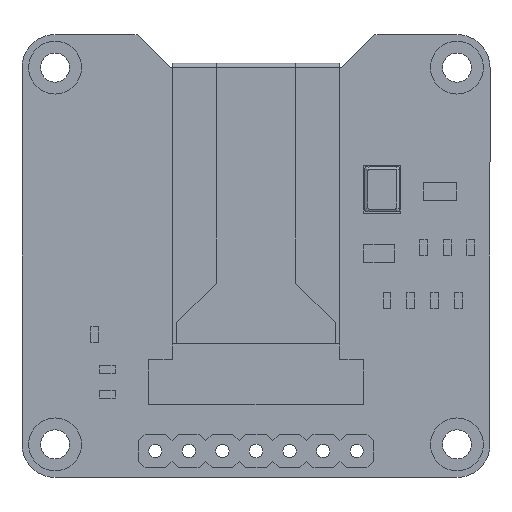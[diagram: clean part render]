
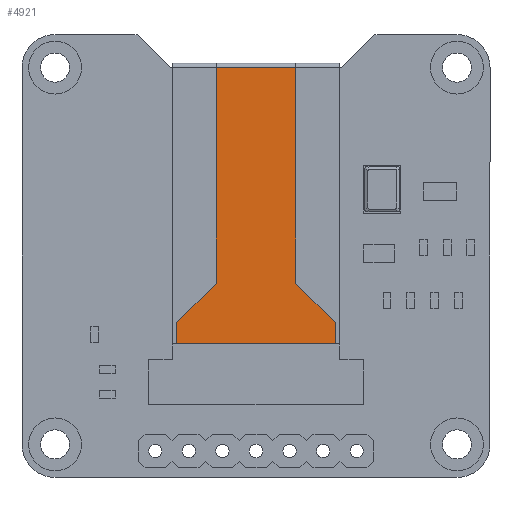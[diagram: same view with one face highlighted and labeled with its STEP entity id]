
A CAD part, front view. The second image highlights one B-rep face of the part: STEP entity #4921.
In plain terms, the highlighted planar face has unit normal (0, -1, 0).
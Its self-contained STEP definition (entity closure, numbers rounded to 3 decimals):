
#69 = CARTESIAN_POINT ( 'NONE',  ( -3., 2.275, 14.25 ) ) ;
#334 = ORIENTED_EDGE ( 'NONE', *, *, #1506, .T. ) ;
#680 = ORIENTED_EDGE ( 'NONE', *, *, #3618, .T. ) ;
#1411 = EDGE_CURVE ( 'NONE', #6348, #3586, #7673, .T. ) ;
#1447 = VECTOR ( 'NONE', #3600, 1000. ) ;
#1506 = EDGE_CURVE ( 'NONE', #10427, #4144, #5153, .T. ) ;
#1592 = CARTESIAN_POINT ( 'NONE',  ( -3., 2.275, -6.65 ) ) ;
#1614 = VECTOR ( 'NONE', #9752, 1000. ) ;
#1970 = VECTOR ( 'NONE', #11091, 1000. ) ;
#2168 = VECTOR ( 'NONE', #3082, 1000. ) ;
#2312 = ORIENTED_EDGE ( 'NONE', *, *, #10855, .F. ) ;
#2451 = DIRECTION ( 'NONE',  ( -0.707, 0., 0.707 ) ) ;
#2480 = DIRECTION ( 'NONE',  ( 0., 0., -1. ) ) ;
#2868 = VECTOR ( 'NONE', #2480, 1000. ) ;
#3082 = DIRECTION ( 'NONE',  ( 0., 0., -1. ) ) ;
#3143 = ORIENTED_EDGE ( 'NONE', *, *, #1411, .T. ) ;
#3586 = VERTEX_POINT ( 'NONE', #6767 ) ;
#3600 = DIRECTION ( 'NONE',  ( 1., 0., 0. ) ) ;
#3618 = EDGE_CURVE ( 'NONE', #5323, #10427, #3999, .T. ) ;
#3890 = DIRECTION ( 'NONE',  ( 0., 0., 1. ) ) ;
#3976 = LINE ( 'NONE', #11119, #2168 ) ;
#3999 = LINE ( 'NONE', #10287, #9817 ) ;
#4063 = VERTEX_POINT ( 'NONE', #6913 ) ;
#4144 = VERTEX_POINT ( 'NONE', #9963 ) ;
#4168 = LINE ( 'NONE', #1592, #1614 ) ;
#4330 = CARTESIAN_POINT ( 'NONE',  ( 6., 2.275, -6.65 ) ) ;
#4473 = DIRECTION ( 'NONE',  ( 0., 0., -1. ) ) ;
#4527 = CARTESIAN_POINT ( 'NONE',  ( 6., 2.275, -5.05 ) ) ;
#4583 = DIRECTION ( 'NONE',  ( 0., -1., 0. ) ) ;
#4914 = CARTESIAN_POINT ( 'NONE',  ( -3., 2.275, -2.05 ) ) ;
#4921 = ADVANCED_FACE ( 'NONE', ( #6231 ), #9106, .T. ) ;
#5153 = LINE ( 'NONE', #8735, #9687 ) ;
#5323 = VERTEX_POINT ( 'NONE', #4330 ) ;
#5382 = CARTESIAN_POINT ( 'NONE',  ( -3., 2.275, 14.25 ) ) ;
#5437 = ORIENTED_EDGE ( 'NONE', *, *, #11305, .F. ) ;
#5552 = VECTOR ( 'NONE', #10256, 1000. ) ;
#6231 = FACE_OUTER_BOUND ( 'NONE', #6587, .T. ) ;
#6326 = ORIENTED_EDGE ( 'NONE', *, *, #10323, .T. ) ;
#6348 = VERTEX_POINT ( 'NONE', #8523 ) ;
#6587 = EDGE_LOOP ( 'NONE', ( #5437, #2312, #8255, #3143, #6852, #6326, #680, #334 ) ) ;
#6594 = CARTESIAN_POINT ( 'NONE',  ( 3., 2.275, 14.25 ) ) ;
#6767 = CARTESIAN_POINT ( 'NONE',  ( -6., 2.275, -5.05 ) ) ;
#6852 = ORIENTED_EDGE ( 'NONE', *, *, #10676, .T. ) ;
#6913 = CARTESIAN_POINT ( 'NONE',  ( -3., 2.275, 14.25 ) ) ;
#7673 = LINE ( 'NONE', #4914, #5552 ) ;
#7701 = CARTESIAN_POINT ( 'NONE',  ( -3., 2.275, 14.25 ) ) ;
#8029 = LINE ( 'NONE', #5382, #1447 ) ;
#8243 = AXIS2_PLACEMENT_3D ( 'NONE', #69, #4583, #4473 ) ;
#8255 = ORIENTED_EDGE ( 'NONE', *, *, #9744, .T. ) ;
#8523 = CARTESIAN_POINT ( 'NONE',  ( -3., 2.275, -2.05 ) ) ;
#8560 = VERTEX_POINT ( 'NONE', #6594 ) ;
#8735 = CARTESIAN_POINT ( 'NONE',  ( 3., 2.275, -2.05 ) ) ;
#9090 = CARTESIAN_POINT ( 'NONE',  ( -6., 2.275, -6.65 ) ) ;
#9106 = PLANE ( 'NONE',  #8243 ) ;
#9119 = VERTEX_POINT ( 'NONE', #9090 ) ;
#9687 = VECTOR ( 'NONE', #2451, 1000. ) ;
#9744 = EDGE_CURVE ( 'NONE', #4063, #6348, #11267, .T. ) ;
#9752 = DIRECTION ( 'NONE',  ( 1., 0., 0. ) ) ;
#9817 = VECTOR ( 'NONE', #3890, 1000. ) ;
#9963 = CARTESIAN_POINT ( 'NONE',  ( 3., 2.275, -2.05 ) ) ;
#10256 = DIRECTION ( 'NONE',  ( -0.707, 0., -0.707 ) ) ;
#10287 = CARTESIAN_POINT ( 'NONE',  ( 6., 2.275, -5.05 ) ) ;
#10323 = EDGE_CURVE ( 'NONE', #9119, #5323, #4168, .T. ) ;
#10427 = VERTEX_POINT ( 'NONE', #4527 ) ;
#10517 = CARTESIAN_POINT ( 'NONE',  ( 3., 2.275, 14.25 ) ) ;
#10676 = EDGE_CURVE ( 'NONE', #3586, #9119, #3976, .T. ) ;
#10855 = EDGE_CURVE ( 'NONE', #4063, #8560, #8029, .T. ) ;
#11091 = DIRECTION ( 'NONE',  ( 0., 0., -1. ) ) ;
#11119 = CARTESIAN_POINT ( 'NONE',  ( -6., 2.275, -5.05 ) ) ;
#11267 = LINE ( 'NONE', #7701, #1970 ) ;
#11305 = EDGE_CURVE ( 'NONE', #8560, #4144, #11390, .T. ) ;
#11390 = LINE ( 'NONE', #10517, #2868 ) ;
